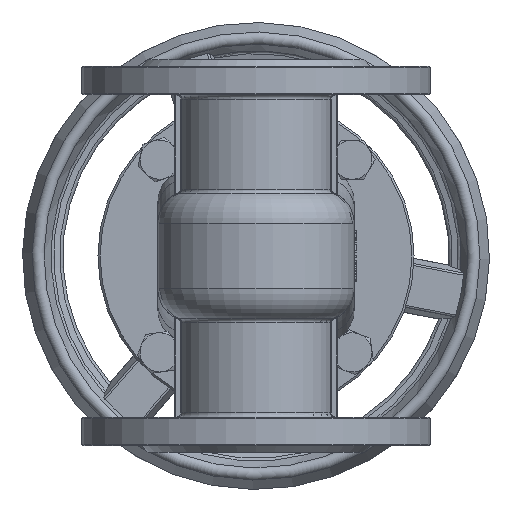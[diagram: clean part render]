
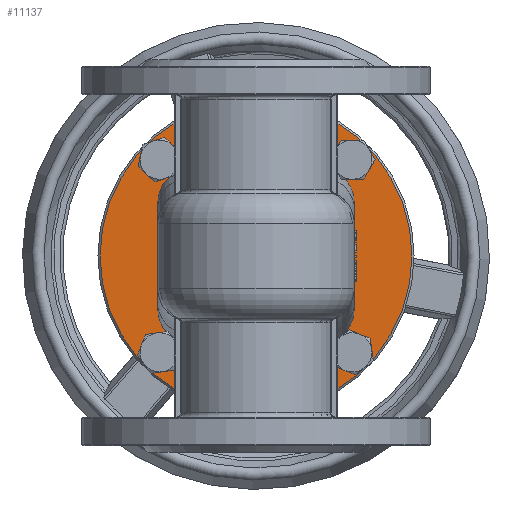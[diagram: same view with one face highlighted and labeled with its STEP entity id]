
A CAD part, front view. The second image highlights one B-rep face of the part: STEP entity #11137.
In plain terms, the highlighted planar face has unit normal (0, -1, 0).
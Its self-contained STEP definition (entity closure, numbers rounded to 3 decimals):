
#224=ELLIPSE('',#12251,15.462,15.);
#225=ELLIPSE('',#12252,15.462,15.);
#226=ELLIPSE('',#12253,15.462,15.);
#227=ELLIPSE('',#12254,15.462,15.);
#393=FACE_BOUND('',#3228,.T.);
#394=FACE_BOUND('',#3229,.T.);
#395=FACE_BOUND('',#3230,.T.);
#396=FACE_BOUND('',#3231,.T.);
#397=FACE_BOUND('',#3232,.T.);
#513=PLANE('',#12246);
#1159=LINE('',#17995,#1751);
#1160=LINE('',#17999,#1752);
#1161=LINE('',#18003,#1753);
#1162=LINE('',#18007,#1754);
#1751=VECTOR('',#14226,10.);
#1752=VECTOR('',#14229,10.);
#1753=VECTOR('',#14232,10.);
#1754=VECTOR('',#14235,10.);
#2536=FACE_OUTER_BOUND('',#3227,.T.);
#3227=EDGE_LOOP('',(#8096));
#3228=EDGE_LOOP('',(#8097));
#3229=EDGE_LOOP('',(#8098));
#3230=EDGE_LOOP('',(#8099));
#3231=EDGE_LOOP('',(#8100));
#3232=EDGE_LOOP('',(#8101,#8102,#8103,#8104,#8105,#8106,#8107,#8108));
#3980=CIRCLE('',#12245,71.5);
#3981=CIRCLE('',#12247,6.);
#3982=CIRCLE('',#12248,6.);
#3983=CIRCLE('',#12249,6.);
#3984=CIRCLE('',#12250,6.);
#4696=VERTEX_POINT('',#17981);
#4697=VERTEX_POINT('',#17985);
#4698=VERTEX_POINT('',#17987);
#4699=VERTEX_POINT('',#17989);
#4700=VERTEX_POINT('',#17991);
#4701=VERTEX_POINT('',#17993);
#4702=VERTEX_POINT('',#17994);
#4703=VERTEX_POINT('',#17996);
#4704=VERTEX_POINT('',#17998);
#4705=VERTEX_POINT('',#18000);
#4706=VERTEX_POINT('',#18002);
#4707=VERTEX_POINT('',#18004);
#4708=VERTEX_POINT('',#18006);
#5912=EDGE_CURVE('',#4696,#4696,#3980,.T.);
#5913=EDGE_CURVE('',#4697,#4697,#3981,.T.);
#5914=EDGE_CURVE('',#4698,#4698,#3982,.T.);
#5915=EDGE_CURVE('',#4699,#4699,#3983,.T.);
#5916=EDGE_CURVE('',#4700,#4700,#3984,.T.);
#5917=EDGE_CURVE('',#4701,#4702,#1159,.T.);
#5918=EDGE_CURVE('',#4702,#4703,#224,.T.);
#5919=EDGE_CURVE('',#4704,#4703,#1160,.T.);
#5920=EDGE_CURVE('',#4705,#4704,#225,.T.);
#5921=EDGE_CURVE('',#4706,#4705,#1161,.T.);
#5922=EDGE_CURVE('',#4707,#4706,#226,.T.);
#5923=EDGE_CURVE('',#4708,#4707,#1162,.T.);
#5924=EDGE_CURVE('',#4708,#4701,#227,.T.);
#8096=ORIENTED_EDGE('',*,*,#5912,.F.);
#8097=ORIENTED_EDGE('',*,*,#5913,.F.);
#8098=ORIENTED_EDGE('',*,*,#5914,.F.);
#8099=ORIENTED_EDGE('',*,*,#5915,.F.);
#8100=ORIENTED_EDGE('',*,*,#5916,.F.);
#8101=ORIENTED_EDGE('',*,*,#5917,.T.);
#8102=ORIENTED_EDGE('',*,*,#5918,.T.);
#8103=ORIENTED_EDGE('',*,*,#5919,.F.);
#8104=ORIENTED_EDGE('',*,*,#5920,.F.);
#8105=ORIENTED_EDGE('',*,*,#5921,.F.);
#8106=ORIENTED_EDGE('',*,*,#5922,.F.);
#8107=ORIENTED_EDGE('',*,*,#5923,.F.);
#8108=ORIENTED_EDGE('',*,*,#5924,.T.);
#11137=ADVANCED_FACE('',(#2536,#393,#394,#395,#396,#397),#513,.F.);
#12245=AXIS2_PLACEMENT_3D('',#17983,#14214,#14215);
#12246=AXIS2_PLACEMENT_3D('',#17984,#14216,#14217);
#12247=AXIS2_PLACEMENT_3D('',#17986,#14218,#14219);
#12248=AXIS2_PLACEMENT_3D('',#17988,#14220,#14221);
#12249=AXIS2_PLACEMENT_3D('',#17990,#14222,#14223);
#12250=AXIS2_PLACEMENT_3D('',#17992,#14224,#14225);
#12251=AXIS2_PLACEMENT_3D('',#17997,#14227,#14228);
#12252=AXIS2_PLACEMENT_3D('',#18001,#14230,#14231);
#12253=AXIS2_PLACEMENT_3D('',#18005,#14233,#14234);
#12254=AXIS2_PLACEMENT_3D('',#18008,#14236,#14237);
#14214=DIRECTION('center_axis',(0.,1.,0.));
#14215=DIRECTION('ref_axis',(-1.,0.,0.));
#14216=DIRECTION('center_axis',(0.,1.,0.));
#14217=DIRECTION('ref_axis',(0.,0.,1.));
#14218=DIRECTION('center_axis',(0.,-1.,0.));
#14219=DIRECTION('ref_axis',(-1.,0.,0.));
#14220=DIRECTION('center_axis',(0.,-1.,0.));
#14221=DIRECTION('ref_axis',(-1.,0.,0.));
#14222=DIRECTION('center_axis',(0.,-1.,0.));
#14223=DIRECTION('ref_axis',(-1.,0.,0.));
#14224=DIRECTION('center_axis',(0.,-1.,0.));
#14225=DIRECTION('ref_axis',(-1.,0.,0.));
#14226=DIRECTION('',(1.,0.,0.));
#14227=DIRECTION('center_axis',(0.,1.,0.));
#14228=DIRECTION('ref_axis',(0.,0.,1.));
#14229=DIRECTION('',(0.,0.,1.));
#14230=DIRECTION('center_axis',(0.,-1.,0.));
#14231=DIRECTION('ref_axis',(0.,0.,-1.));
#14232=DIRECTION('',(1.,0.,0.));
#14233=DIRECTION('center_axis',(0.,-1.,0.));
#14234=DIRECTION('ref_axis',(0.,0.,-1.));
#14235=DIRECTION('',(0.,0.,-1.));
#14236=DIRECTION('center_axis',(0.,1.,0.));
#14237=DIRECTION('ref_axis',(0.,0.,1.));
#17981=CARTESIAN_POINT('',(71.5,100.,90.));
#17983=CARTESIAN_POINT('Origin',(0.,100.,90.));
#17984=CARTESIAN_POINT('Origin',(0.,100.,90.));
#17985=CARTESIAN_POINT('',(-38.194,100.,134.194));
#17986=CARTESIAN_POINT('Origin',(-44.194,100.,134.194));
#17987=CARTESIAN_POINT('',(50.194,100.,134.194));
#17988=CARTESIAN_POINT('Origin',(44.194,100.,134.194));
#17989=CARTESIAN_POINT('',(50.194,100.,45.806));
#17990=CARTESIAN_POINT('Origin',(44.194,100.,45.806));
#17991=CARTESIAN_POINT('',(-38.194,100.,45.806));
#17992=CARTESIAN_POINT('Origin',(-44.194,100.,45.806));
#17993=CARTESIAN_POINT('',(-30.,100.,130.));
#17994=CARTESIAN_POINT('',(30.,100.,130.));
#17995=CARTESIAN_POINT('',(0.,100.,130.));
#17996=CARTESIAN_POINT('',(45.,100.,114.538));
#17997=CARTESIAN_POINT('Origin',(30.,100.,114.538));
#17998=CARTESIAN_POINT('',(45.,100.,65.462));
#17999=CARTESIAN_POINT('',(45.,100.,90.));
#18000=CARTESIAN_POINT('',(30.,100.,50.));
#18001=CARTESIAN_POINT('Origin',(30.,100.,65.462));
#18002=CARTESIAN_POINT('',(-30.,100.,50.));
#18003=CARTESIAN_POINT('',(0.,100.,50.));
#18004=CARTESIAN_POINT('',(-45.,100.,65.462));
#18005=CARTESIAN_POINT('Origin',(-30.,100.,65.462));
#18006=CARTESIAN_POINT('',(-45.,100.,114.538));
#18007=CARTESIAN_POINT('',(-45.,100.,90.));
#18008=CARTESIAN_POINT('Origin',(-30.,100.,114.538));
